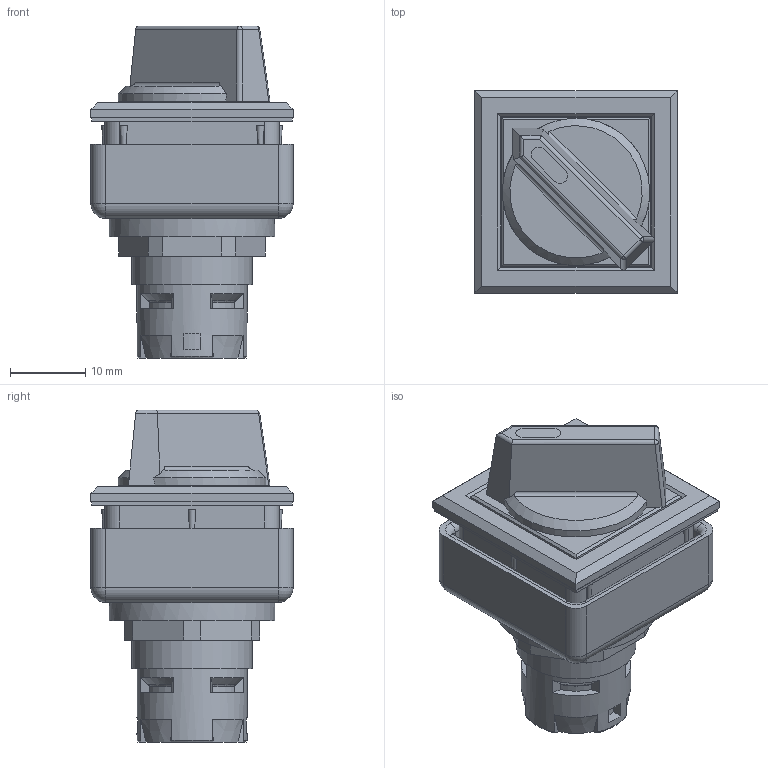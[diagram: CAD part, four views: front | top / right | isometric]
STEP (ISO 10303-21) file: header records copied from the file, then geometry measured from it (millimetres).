
FILE_DESCRIPTION(/* description */ (''),/* implementation_level */ '2;1');
FILE_NAME(/* name */ 'QXJWA.stp',/* time_stamp */ '2020-09-02T14:14:18+02:00',/* author */ ('thagel'),/* organization */ (''),/* preprocessor_version */ 'ST-DEVELOPER v17.2',/* originating_system */ 'Autodesk Inventor 2019',/* authorisation */ '');
FILE_SCHEMA (('AUTOMOTIVE_DESIGN { 1 0 10303 214 3 1 1 }'));
Length unit declared in the file: millimetre
Products named in the file (1): QXJWA
Bounding box: 26.9 x 26.9 x 44.15 mm (x, y, z)
Volume: 14513.4 mm3; surface area: 9679.3 mm2
Topology: 1 solids, 3 shells, 391 faces, 1020 edges, 635 vertices
Faces by surface type: plane 218, cylinder 115, sphere 22, cone 22, torus 10, bspline 4
Full cylindrical faces by diameter (mm): 5 x1, 14.65 x1, 16 x2, 16.25 x1, 16.5 x1, 19.5 x1, 22 x1
Entity records: 12476 total; most frequent: CARTESIAN_POINT 2968, ORIENTED_EDGE 1998, DIRECTION 1965, EDGE_CURVE 999, AXIS2_PLACEMENT_3D 674, VERTEX_POINT 635, LINE 617, VECTOR 617
